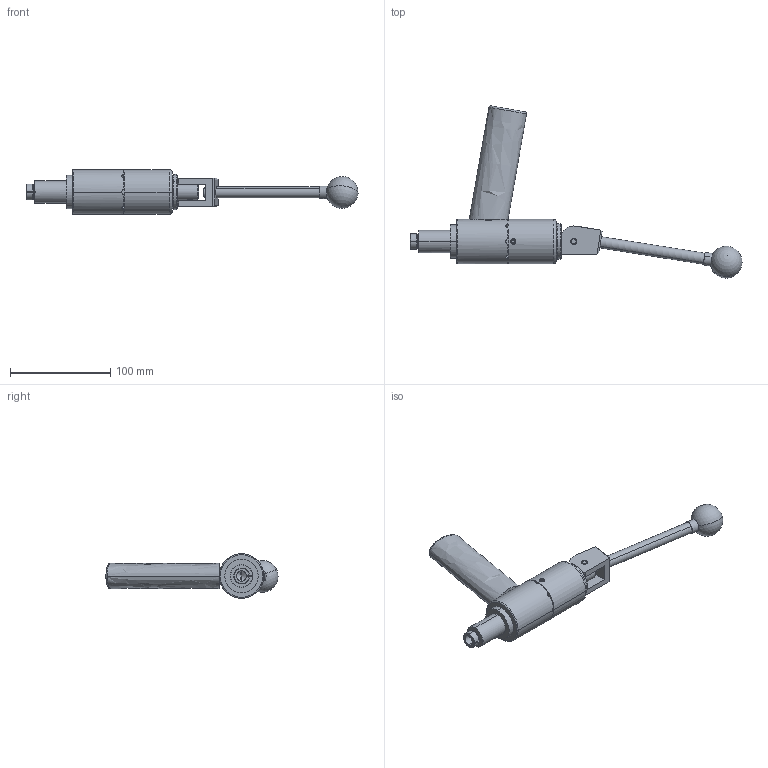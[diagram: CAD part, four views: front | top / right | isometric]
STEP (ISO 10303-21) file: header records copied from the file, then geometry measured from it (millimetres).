
FILE_DESCRIPTION (( 'STEP AP214' ), '1' );
FILE_NAME ('CTSC-003569.STEP', '2025-07-28T23:36:18', ( '' ), ( '' ), 'SwSTEP 2.0', 'SolidWorks 2023', '' );
FILE_SCHEMA (( 'AUTOMOTIVE_DESIGN' ));
Length unit declared in the file: inch
Products named in the file (1): CTSC-003569
Bounding box: 331.23 x 171.73 x 44.45 mm (x, y, z)
Volume: 287622.4 mm3; surface area: 70675.6 mm2
Topology: 8 solids, 9 shells, 287 faces, 695 edges, 439 vertices
Faces by surface type: cylinder 118, plane 104, cone 45, torus 11, bspline 7, sphere 2
Entity records: 14368 total; most frequent: CARTESIAN_POINT 4079, ORIENTED_EDGE 1372, DIRECTION 1363, EDGE_CURVE 686, AXIS2_PLACEMENT_3D 532, VERTEX_POINT 436, EDGE_LOOP 322, VECTOR 299
